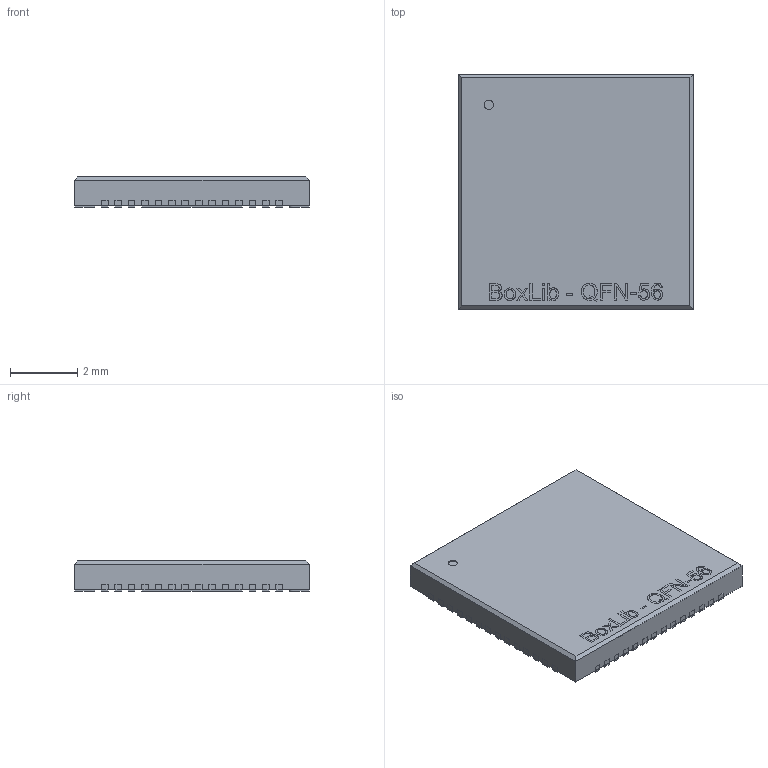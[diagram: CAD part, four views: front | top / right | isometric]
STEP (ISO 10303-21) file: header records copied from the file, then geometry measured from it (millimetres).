
FILE_DESCRIPTION(/* description */ (''),/* implementation_level */ '2;1');
FILE_NAME(/* name */ 'QFN-56.step',/* time_stamp */ '2021-08-19T21:25:04-04:00',/* author */ (''),/* organization */ (''),/* preprocessor_version */ 'ST-DEVELOPER v18.1',/* originating_system */ 'Autodesk Translation Framework v10.9.0.1377',/* authorisation */ '');
FILE_SCHEMA (('AUTOMOTIVE_DESIGN { 1 0 10303 214 3 1 1 }'));
Length unit declared in the file: millimetre
Products named in the file (1): QFN-56
Bounding box: 7 x 7 x 0.9 mm (x, y, z)
Volume: 42.3 mm3; surface area: 151.8 mm2
Topology: 43 solids, 43 shells, 1007 faces, 2637 edges, 1738 vertices
Faces by surface type: plane 698, bspline 252, cylinder 57
Full cylindrical faces by diameter (mm): 0.279 x1
Entity records: 33412 total; most frequent: CARTESIAN_POINT 9667, ORIENTED_EDGE 5274, DIRECTION 3759, EDGE_CURVE 2637, LINE 2019, VECTOR 2019, VERTEX_POINT 1738, EDGE_LOOP 1041
